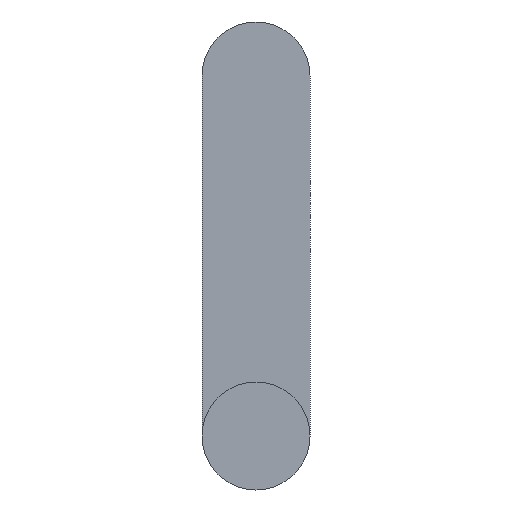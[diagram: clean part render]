
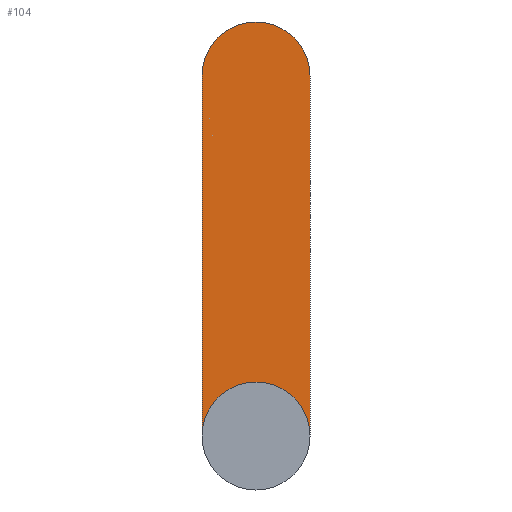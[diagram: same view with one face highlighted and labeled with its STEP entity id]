
A CAD part, left-side view. The second image highlights one B-rep face of the part: STEP entity #104.
In plain terms, the highlighted planar face has unit normal (-1, 0, 0).
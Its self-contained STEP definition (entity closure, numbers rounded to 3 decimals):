
#5 = DIRECTION ( 'NONE',  ( -1., 0., 0. ) ) ;
#10 = DIRECTION ( 'NONE',  ( 0., 0., 1. ) ) ;
#13 = PLANE ( 'NONE',  #306 ) ;
#18 = VERTEX_POINT ( 'NONE', #46 ) ;
#20 = CIRCLE ( 'NONE', #309, 30. ) ;
#22 = ORIENTED_EDGE ( 'NONE', *, *, #160, .F. ) ;
#31 = LINE ( 'NONE', #91, #93 ) ;
#32 = CARTESIAN_POINT ( 'NONE',  ( 0., 0., 230. ) ) ;
#33 = CARTESIAN_POINT ( 'NONE',  ( 0., 0., 30. ) ) ;
#46 = CARTESIAN_POINT ( 'NONE',  ( 0., 30., 0. ) ) ;
#50 = DIRECTION ( 'NONE',  ( -1., 0., 0. ) ) ;
#68 = EDGE_CURVE ( 'NONE', #211, #18, #112, .T. ) ;
#77 = DIRECTION ( 'NONE',  ( 1., 0., 0. ) ) ;
#80 = CARTESIAN_POINT ( 'NONE',  ( 0., 0., 0. ) ) ;
#91 = CARTESIAN_POINT ( 'NONE',  ( 0., 30., 0. ) ) ;
#93 = VECTOR ( 'NONE', #301, 1000. ) ;
#98 = AXIS2_PLACEMENT_3D ( 'NONE', #261, #140, #216 ) ;
#104 = ADVANCED_FACE ( 'NONE', ( #302 ), #13, .T. ) ;
#109 = ORIENTED_EDGE ( 'NONE', *, *, #117, .F. ) ;
#112 = CIRCLE ( 'NONE', #98, 30. ) ;
#115 = VERTEX_POINT ( 'NONE', #32 ) ;
#117 = EDGE_CURVE ( 'NONE', #217, #115, #138, .T. ) ;
#121 = LINE ( 'NONE', #123, #132 ) ;
#123 = CARTESIAN_POINT ( 'NONE',  ( 0., -30., 0. ) ) ;
#126 = CARTESIAN_POINT ( 'NONE',  ( 0., 0., 200. ) ) ;
#132 = VECTOR ( 'NONE', #226, 1000. ) ;
#133 = EDGE_LOOP ( 'NONE', ( #304, #22, #280, #109, #235, #282 ) ) ;
#136 = VERTEX_POINT ( 'NONE', #175 ) ;
#138 = CIRCLE ( 'NONE', #296, 30. ) ;
#140 = DIRECTION ( 'NONE',  ( -1., 0., 0. ) ) ;
#143 = CARTESIAN_POINT ( 'NONE',  ( 0., 0., 200. ) ) ;
#148 = CARTESIAN_POINT ( 'NONE',  ( 0., 30., 200. ) ) ;
#160 = EDGE_CURVE ( 'NONE', #231, #136, #121, .T. ) ;
#175 = CARTESIAN_POINT ( 'NONE',  ( 0., -30., 0. ) ) ;
#188 = EDGE_CURVE ( 'NONE', #136, #211, #295, .T. ) ;
#199 = EDGE_CURVE ( 'NONE', #115, #231, #20, .T. ) ;
#201 = AXIS2_PLACEMENT_3D ( 'NONE', #268, #50, #10 ) ;
#211 = VERTEX_POINT ( 'NONE', #33 ) ;
#216 = DIRECTION ( 'NONE',  ( 0., 0., 1. ) ) ;
#217 = VERTEX_POINT ( 'NONE', #148 ) ;
#226 = DIRECTION ( 'NONE',  ( 0., 0., -1. ) ) ;
#227 = DIRECTION ( 'NONE',  ( 0., 0., -1. ) ) ;
#231 = VERTEX_POINT ( 'NONE', #277 ) ;
#235 = ORIENTED_EDGE ( 'NONE', *, *, #278, .F. ) ;
#247 = DIRECTION ( 'NONE',  ( 1., 0., 0. ) ) ;
#252 = DIRECTION ( 'NONE',  ( 0., 0., -1. ) ) ;
#261 = CARTESIAN_POINT ( 'NONE',  ( 0., 0., 0. ) ) ;
#268 = CARTESIAN_POINT ( 'NONE',  ( 0., 0., 0. ) ) ;
#277 = CARTESIAN_POINT ( 'NONE',  ( 0., -30., 200. ) ) ;
#278 = EDGE_CURVE ( 'NONE', #18, #217, #31, .T. ) ;
#280 = ORIENTED_EDGE ( 'NONE', *, *, #199, .F. ) ;
#282 = ORIENTED_EDGE ( 'NONE', *, *, #68, .F. ) ;
#295 = CIRCLE ( 'NONE', #201, 30. ) ;
#296 = AXIS2_PLACEMENT_3D ( 'NONE', #126, #247, #227 ) ;
#297 = DIRECTION ( 'NONE',  ( 0., 0., 1. ) ) ;
#301 = DIRECTION ( 'NONE',  ( 0., 0., 1. ) ) ;
#302 = FACE_OUTER_BOUND ( 'NONE', #133, .T. ) ;
#304 = ORIENTED_EDGE ( 'NONE', *, *, #188, .F. ) ;
#306 = AXIS2_PLACEMENT_3D ( 'NONE', #80, #5, #297 ) ;
#309 = AXIS2_PLACEMENT_3D ( 'NONE', #143, #77, #252 ) ;
